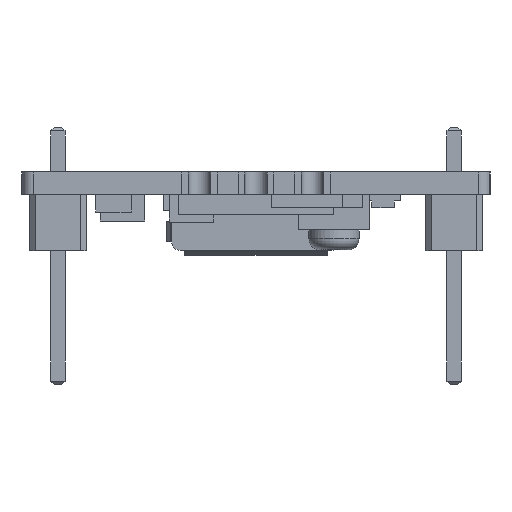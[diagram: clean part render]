
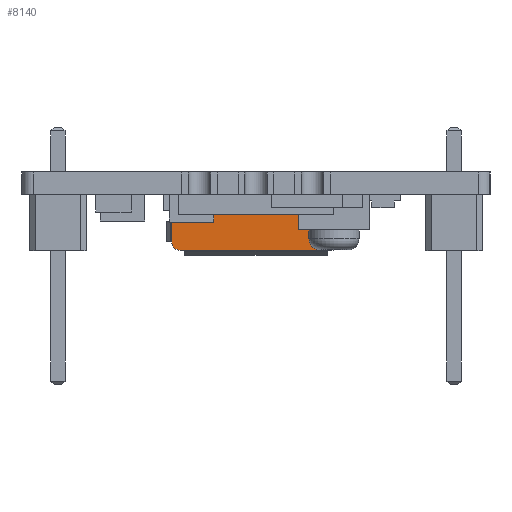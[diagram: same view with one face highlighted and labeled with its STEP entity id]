
A CAD part, front view. The second image highlights one B-rep face of the part: STEP entity #8140.
In plain terms, the highlighted face is planar.
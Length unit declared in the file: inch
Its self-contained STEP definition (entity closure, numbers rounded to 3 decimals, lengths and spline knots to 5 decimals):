
#439 = CARTESIAN_POINT ( 'NONE',  ( 0.13346, 0.00127, -0.09843 ) ) ;
#1448 = CARTESIAN_POINT ( 'NONE',  ( -0.14921, 0.00127, -0.09843 ) ) ;
#1924 = DIRECTION ( 'NONE',  ( 1., 0., 0. ) ) ;
#1927 = ORIENTED_EDGE ( 'NONE', *, *, #18263, .F. ) ;
#1987 = VERTEX_POINT ( 'NONE', #2523 ) ;
#2051 = CARTESIAN_POINT ( 'NONE',  ( -0.13346, 0.03386, -0.09843 ) ) ;
#2523 = CARTESIAN_POINT ( 'NONE',  ( -0.11395, -0.04433, -0.09843 ) ) ;
#2623 = VERTEX_POINT ( 'NONE', #16923 ) ;
#2822 = AXIS2_PLACEMENT_3D ( 'NONE', #22668, #20315, #13962 ) ;
#2902 = DIRECTION ( 'NONE',  ( 0., 0., 1. ) ) ;
#3143 = EDGE_CURVE ( 'NONE', #27732, #1987, #28859, .T. ) ;
#3441 = LINE ( 'NONE', #20341, #5632 ) ;
#3693 = CIRCLE ( 'NONE', #10661, 0.01575 ) ;
#3711 = DIRECTION ( 'NONE',  ( 0., 0., 1. ) ) ;
#3970 = CARTESIAN_POINT ( 'NONE',  ( -0.14523, -0.0092, -0.09843 ) ) ;
#4069 = VECTOR ( 'NONE', #6866, 39.37008 ) ;
#4113 = DIRECTION ( 'NONE',  ( 1., 0., 0. ) ) ;
#4187 = EDGE_CURVE ( 'NONE', #1987, #34569, #11929, .T. ) ;
#5632 = VECTOR ( 'NONE', #6520, 39.37008 ) ;
#5937 = ORIENTED_EDGE ( 'NONE', *, *, #34635, .F. ) ;
#6520 = DIRECTION ( 'NONE',  ( 1., 0., 0. ) ) ;
#6594 = DIRECTION ( 'NONE',  ( 0., 1., 0. ) ) ;
#6667 = VERTEX_POINT ( 'NONE', #23925 ) ;
#6866 = DIRECTION ( 'NONE',  ( 0.665, -0.747, 0. ) ) ;
#7300 = ORIENTED_EDGE ( 'NONE', *, *, #9573, .F. ) ;
#7715 = ORIENTED_EDGE ( 'NONE', *, *, #3143, .F. ) ;
#7898 = ORIENTED_EDGE ( 'NONE', *, *, #16241, .F. ) ;
#8140 = ADVANCED_FACE ( 'NONE', ( #11580 ), #31029, .F. ) ;
#8690 = EDGE_CURVE ( 'NONE', #27845, #9790, #31789, .T. ) ;
#8882 = VECTOR ( 'NONE', #31207, 39.37008 ) ;
#8980 = DIRECTION ( 'NONE',  ( 0., 0., 1. ) ) ;
#9106 = DIRECTION ( 'NONE',  ( -1., 0., 0. ) ) ;
#9573 = EDGE_CURVE ( 'NONE', #22273, #29106, #11939, .T. ) ;
#9790 = VERTEX_POINT ( 'NONE', #24628 ) ;
#10257 = CARTESIAN_POINT ( 'NONE',  ( -0.13346, 0.00127, -0.09843 ) ) ;
#10403 = DIRECTION ( 'NONE',  ( 0., 0., 1. ) ) ;
#10661 = AXIS2_PLACEMENT_3D ( 'NONE', #21360, #18469, #1924 ) ;
#11420 = CARTESIAN_POINT ( 'NONE',  ( -0.10219, -0.03386, -0.09843 ) ) ;
#11580 = FACE_OUTER_BOUND ( 'NONE', #14418, .T. ) ;
#11858 = CIRCLE ( 'NONE', #20585, 0.01575 ) ;
#11883 = DIRECTION ( 'NONE',  ( -1., 0., 0. ) ) ;
#11929 = CIRCLE ( 'NONE', #32800, 0.01575 ) ;
#11939 = LINE ( 'NONE', #22848, #8882 ) ;
#13131 = CIRCLE ( 'NONE', #19516, 0.01575 ) ;
#13785 = CARTESIAN_POINT ( 'NONE',  ( -0.13346, 0.04961, -0.09843 ) ) ;
#13962 = DIRECTION ( 'NONE',  ( 1., 0., 0. ) ) ;
#14418 = EDGE_LOOP ( 'NONE', ( #23711, #7715, #32826, #32829, #28176, #7898, #34156, #1927, #33509, #7300, #5937, #31764 ) ) ;
#14588 = VECTOR ( 'NONE', #9106, 39.37008 ) ;
#15430 = EDGE_CURVE ( 'NONE', #34569, #18571, #3441, .T. ) ;
#15628 = VECTOR ( 'NONE', #31398, 39.37008 ) ;
#15885 = VERTEX_POINT ( 'NONE', #21144 ) ;
#15975 = CARTESIAN_POINT ( 'NONE',  ( -0.14523, -0.0092, -0.09843 ) ) ;
#16215 = DIRECTION ( 'NONE',  ( -1., 0., 0. ) ) ;
#16241 = EDGE_CURVE ( 'NONE', #2623, #27845, #34365, .T. ) ;
#16923 = CARTESIAN_POINT ( 'NONE',  ( 0.13346, 0.04961, -0.09843 ) ) ;
#17250 = AXIS2_PLACEMENT_3D ( 'NONE', #439, #8980, #11883 ) ;
#17966 = CARTESIAN_POINT ( 'NONE',  ( 0.11395, -0.04433, -0.09843 ) ) ;
#18263 = EDGE_CURVE ( 'NONE', #6667, #15885, #31493, .T. ) ;
#18469 = DIRECTION ( 'NONE',  ( 0., 0., 1. ) ) ;
#18571 = VERTEX_POINT ( 'NONE', #23271 ) ;
#19516 = AXIS2_PLACEMENT_3D ( 'NONE', #28598, #3711, #25869 ) ;
#20315 = DIRECTION ( 'NONE',  ( 0., 0., 1. ) ) ;
#20341 = CARTESIAN_POINT ( 'NONE',  ( -0.10219, -0.04961, -0.09843 ) ) ;
#20585 = AXIS2_PLACEMENT_3D ( 'NONE', #10257, #21005, #4113 ) ;
#21005 = DIRECTION ( 'NONE',  ( 0., 0., 1. ) ) ;
#21144 = CARTESIAN_POINT ( 'NONE',  ( 0.14921, 0.03386, -0.09843 ) ) ;
#21360 = CARTESIAN_POINT ( 'NONE',  ( 0.13346, 0.03386, -0.09843 ) ) ;
#22273 = VERTEX_POINT ( 'NONE', #17966 ) ;
#22484 = LINE ( 'NONE', #31210, #15628 ) ;
#22668 = CARTESIAN_POINT ( 'NONE',  ( -0.10219, -0.03386, -0.09843 ) ) ;
#22848 = CARTESIAN_POINT ( 'NONE',  ( 0.14523, -0.0092, -0.09843 ) ) ;
#23271 = CARTESIAN_POINT ( 'NONE',  ( 0.10219, -0.04961, -0.09843 ) ) ;
#23344 = VECTOR ( 'NONE', #6594, 39.37008 ) ;
#23711 = ORIENTED_EDGE ( 'NONE', *, *, #4187, .F. ) ;
#23922 = EDGE_CURVE ( 'NONE', #15885, #2623, #3693, .T. ) ;
#23925 = CARTESIAN_POINT ( 'NONE',  ( 0.14921, 0.00127, -0.09843 ) ) ;
#24628 = CARTESIAN_POINT ( 'NONE',  ( -0.14921, 0.03386, -0.09843 ) ) ;
#25369 = CIRCLE ( 'NONE', #17250, 0.01575 ) ;
#25869 = DIRECTION ( 'NONE',  ( -1., 0., 0. ) ) ;
#26420 = VERTEX_POINT ( 'NONE', #1448 ) ;
#27732 = VERTEX_POINT ( 'NONE', #15975 ) ;
#27845 = VERTEX_POINT ( 'NONE', #13785 ) ;
#28176 = ORIENTED_EDGE ( 'NONE', *, *, #8690, .F. ) ;
#28598 = CARTESIAN_POINT ( 'NONE',  ( 0.10219, -0.03386, -0.09843 ) ) ;
#28769 = CARTESIAN_POINT ( 'NONE',  ( 0.14921, 0.03386, -0.09843 ) ) ;
#28781 = CARTESIAN_POINT ( 'NONE',  ( -0.10219, -0.04961, -0.09843 ) ) ;
#28859 = LINE ( 'NONE', #3970, #4069 ) ;
#29106 = VERTEX_POINT ( 'NONE', #30087 ) ;
#30062 = EDGE_CURVE ( 'NONE', #9790, #26420, #22484, .T. ) ;
#30087 = CARTESIAN_POINT ( 'NONE',  ( 0.14523, -0.0092, -0.09843 ) ) ;
#31029 = PLANE ( 'NONE',  #2822 ) ;
#31207 = DIRECTION ( 'NONE',  ( 0.665, 0.747, 0. ) ) ;
#31210 = CARTESIAN_POINT ( 'NONE',  ( -0.14921, 0.03386, -0.09843 ) ) ;
#31398 = DIRECTION ( 'NONE',  ( 0., -1., 0. ) ) ;
#31493 = LINE ( 'NONE', #28769, #23344 ) ;
#31764 = ORIENTED_EDGE ( 'NONE', *, *, #15430, .F. ) ;
#31789 = CIRCLE ( 'NONE', #32358, 0.01575 ) ;
#32358 = AXIS2_PLACEMENT_3D ( 'NONE', #2051, #10403, #16215 ) ;
#32800 = AXIS2_PLACEMENT_3D ( 'NONE', #11420, #2902, #35869 ) ;
#32826 = ORIENTED_EDGE ( 'NONE', *, *, #33009, .F. ) ;
#32829 = ORIENTED_EDGE ( 'NONE', *, *, #30062, .F. ) ;
#33009 = EDGE_CURVE ( 'NONE', #26420, #27732, #11858, .T. ) ;
#33509 = ORIENTED_EDGE ( 'NONE', *, *, #35798, .F. ) ;
#33825 = CARTESIAN_POINT ( 'NONE',  ( -0.13346, 0.04961, -0.09843 ) ) ;
#34156 = ORIENTED_EDGE ( 'NONE', *, *, #23922, .F. ) ;
#34365 = LINE ( 'NONE', #33825, #14588 ) ;
#34569 = VERTEX_POINT ( 'NONE', #28781 ) ;
#34635 = EDGE_CURVE ( 'NONE', #18571, #22273, #13131, .T. ) ;
#35798 = EDGE_CURVE ( 'NONE', #29106, #6667, #25369, .T. ) ;
#35869 = DIRECTION ( 'NONE',  ( 1., 0., 0. ) ) ;
